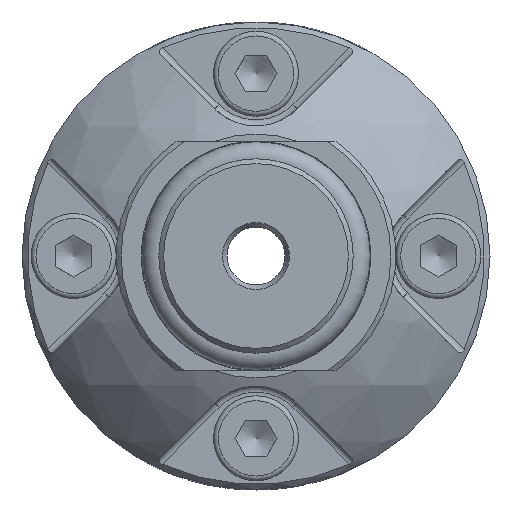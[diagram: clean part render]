
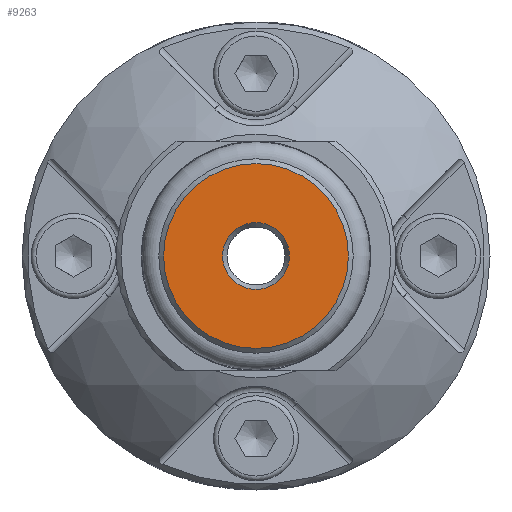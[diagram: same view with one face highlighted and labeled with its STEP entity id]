
A CAD part, left-side view. The second image highlights one B-rep face of the part: STEP entity #9263.
In plain terms, the highlighted planar face has unit normal (-1, 0, 0).
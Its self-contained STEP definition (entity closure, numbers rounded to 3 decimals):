
#299=FACE_BOUND('',#2794,.T.);
#1707=PLANE('',#10214);
#2210=FACE_OUTER_BOUND('',#2793,.T.);
#2793=EDGE_LOOP('',(#8618));
#2794=EDGE_LOOP('',(#8619,#8620));
#3612=CIRCLE('',#10209,7.6);
#3616=CIRCLE('',#10215,2.75);
#3617=CIRCLE('',#10216,2.75);
#4547=VERTEX_POINT('',#20924);
#4550=VERTEX_POINT('',#20935);
#4551=VERTEX_POINT('',#20936);
#5910=EDGE_CURVE('',#4547,#4547,#3612,.T.);
#5915=EDGE_CURVE('',#4550,#4551,#3616,.T.);
#5916=EDGE_CURVE('',#4551,#4550,#3617,.T.);
#8618=ORIENTED_EDGE('',*,*,#5910,.F.);
#8619=ORIENTED_EDGE('',*,*,#5915,.T.);
#8620=ORIENTED_EDGE('',*,*,#5916,.T.);
#9263=ADVANCED_FACE('',(#2210,#299),#1707,.F.);
#10209=AXIS2_PLACEMENT_3D('',#20926,#12571,#12572);
#10214=AXIS2_PLACEMENT_3D('',#20934,#12582,#12583);
#10215=AXIS2_PLACEMENT_3D('',#20937,#12584,#12585);
#10216=AXIS2_PLACEMENT_3D('',#20938,#12586,#12587);
#12571=DIRECTION('center_axis',(1.,0.,0.));
#12572=DIRECTION('ref_axis',(0.,-1.,0.));
#12582=DIRECTION('center_axis',(1.,0.,0.));
#12583=DIRECTION('ref_axis',(0.,0.,-1.));
#12584=DIRECTION('center_axis',(1.,0.,0.));
#12585=DIRECTION('ref_axis',(0.,1.,0.));
#12586=DIRECTION('center_axis',(1.,0.,0.));
#12587=DIRECTION('ref_axis',(0.,1.,0.));
#20924=CARTESIAN_POINT('',(0.,7.6,0.));
#20926=CARTESIAN_POINT('Origin',(0.,0.,0.));
#20934=CARTESIAN_POINT('Origin',(0.,0.,0.));
#20935=CARTESIAN_POINT('',(0.,2.75,0.));
#20936=CARTESIAN_POINT('',(0.,-2.75,0.));
#20937=CARTESIAN_POINT('Origin',(0.,0.,0.));
#20938=CARTESIAN_POINT('Origin',(0.,0.,0.));
